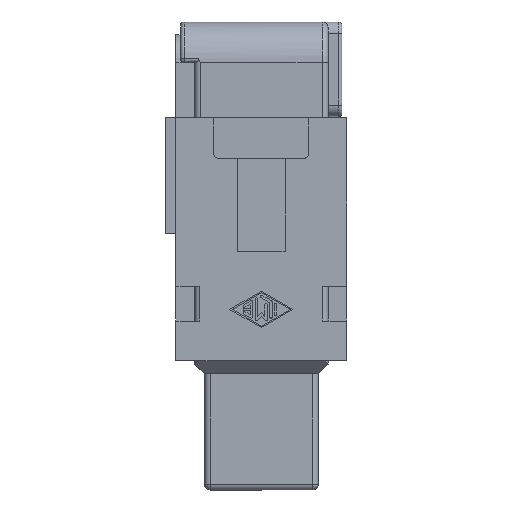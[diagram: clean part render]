
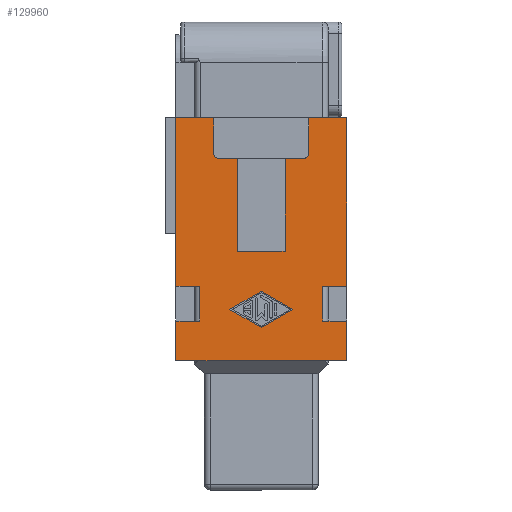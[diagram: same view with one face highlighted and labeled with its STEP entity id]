
A CAD part, front view. The second image highlights one B-rep face of the part: STEP entity #129960.
In plain terms, the highlighted face is planar.
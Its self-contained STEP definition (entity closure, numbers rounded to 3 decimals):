
#107280=CARTESIAN_POINT('',(45.775,59.8,-11.15));
#107290=DIRECTION('',(0.,1.,0.));
#107300=VECTOR('',#107290,1.);
#107310=LINE('',#107280,#107300);
#107320=CARTESIAN_POINT('',(45.775,52.45,-11.15));
#107330=VERTEX_POINT('',#107320);
#107340=CARTESIAN_POINT('',(45.775,67.15,-11.15));
#107350=VERTEX_POINT('',#107340);
#107360=EDGE_CURVE('',#107330,#107350,#107310,.T.);
#108660=CARTESIAN_POINT('',(45.775,67.15,-32.05));
#108670=VERTEX_POINT('',#108660);
#108700=CARTESIAN_POINT('',(45.775,59.8,-32.05));
#108710=DIRECTION('',(0.,-1.,0.));
#108720=VECTOR('',#108710,1.);
#108730=LINE('',#108700,#108720);
#108740=CARTESIAN_POINT('',(45.775,63.9,-32.05));
#108750=VERTEX_POINT('',#108740);
#108760=EDGE_CURVE('',#108670,#108750,#108730,.T.);
#108980=CARTESIAN_POINT('',(45.775,55.7,-32.05));
#108990=VERTEX_POINT('',#108980);
#109020=CARTESIAN_POINT('',(45.775,59.8,-32.05));
#109030=DIRECTION('',(0.,-1.,0.));
#109040=VECTOR('',#109030,1.);
#109050=LINE('',#109020,#109040);
#109060=CARTESIAN_POINT('',(45.775,52.45,-32.05));
#109070=VERTEX_POINT('',#109060);
#109080=EDGE_CURVE('',#108990,#109070,#109050,.T.);
#109960=CARTESIAN_POINT('',(45.775,56.2,-28.55));
#109970=VERTEX_POINT('',#109960);
#110140=CARTESIAN_POINT('',(45.775,63.4,-28.55));
#110150=VERTEX_POINT('',#110140);
#110180=CARTESIAN_POINT('',(45.775,59.8,-28.55));
#110190=DIRECTION('',(0.,-1.,0.));
#110200=VECTOR('',#110190,1.);
#110210=LINE('',#110180,#110200);
#110220=CARTESIAN_POINT('',(45.775,61.85,-28.55));
#110230=VERTEX_POINT('',#110220);
#110240=EDGE_CURVE('',#110150,#110230,#110210,.T.);
#110460=CARTESIAN_POINT('',(45.775,57.75,-28.55));
#110470=VERTEX_POINT('',#110460);
#110500=EDGE_CURVE('',#110470,#109970,#110210,.T.);
#110710=CARTESIAN_POINT('',(45.775,63.9,-29.05));
#110720=VERTEX_POINT('',#110710);
#110840=CARTESIAN_POINT('',(45.775,63.9,0.025));
#110850=DIRECTION('',(0.,0.,1.));
#110860=VECTOR('',#110850,1.);
#110870=LINE('',#110840,#110860);
#110880=EDGE_CURVE('',#108750,#110720,#110870,.T.);
#111140=CARTESIAN_POINT('',(45.775,63.4,-29.05));
#111150=DIRECTION('',(-1.,0.,0.));
#111160=DIRECTION('',(0.,-1.,0.));
#111170=AXIS2_PLACEMENT_3D('',#111140,#111150,#111160);
#111180=CIRCLE('',#111170,0.5);
#111190=EDGE_CURVE('',#110150,#110720,#111180,.T.);
#111740=CARTESIAN_POINT('',(45.775,55.7,-29.05));
#111750=VERTEX_POINT('',#111740);
#111800=CARTESIAN_POINT('',(45.775,56.2,-29.05));
#111810=DIRECTION('',(-1.,0.,0.));
#111820=DIRECTION('',(0.,-1.,0.));
#111830=AXIS2_PLACEMENT_3D('',#111800,#111810,#111820);
#111840=CIRCLE('',#111830,0.5);
#111850=EDGE_CURVE('',#111750,#109970,#111840,.T.);
#112040=CARTESIAN_POINT('',(45.775,55.7,0.025));
#112050=DIRECTION('',(0.,0.,-1.));
#112060=VECTOR('',#112050,1.);
#112070=LINE('',#112040,#112060);
#112080=EDGE_CURVE('',#111750,#108990,#112070,.T.);
#114710=CARTESIAN_POINT('',(45.775,52.45,0.025));
#114720=DIRECTION('',(0.,0.,1.));
#114730=VECTOR('',#114720,1.);
#114740=LINE('',#114710,#114730);
#114750=CARTESIAN_POINT('',(45.775,52.45,-17.55));
#114760=VERTEX_POINT('',#114750);
#114770=EDGE_CURVE('',#109070,#114760,#114740,.T.);
#114990=CARTESIAN_POINT('',(45.775,52.45,-14.55));
#115000=VERTEX_POINT('',#114990);
#115030=CARTESIAN_POINT('',(45.775,52.45,0.025));
#115040=DIRECTION('',(0.,0.,1.));
#115050=VECTOR('',#115040,1.);
#115060=LINE('',#115030,#115050);
#115070=EDGE_CURVE('',#115000,#107330,#115060,.T.);
#128660=CARTESIAN_POINT('',(45.775,52.5,-11.15));
#128670=DIRECTION('',(1.,0.,0.));
#128680=DIRECTION('',(0.,-1.,0.));
#128690=AXIS2_PLACEMENT_3D('',#128660,#128670,#128680);
#128700=PLANE('',#128690);
#128710=CARTESIAN_POINT('',(45.775,59.8,-17.112));
#128720=DIRECTION('',(0.,-0.866,
-0.5));
#128730=VECTOR('',#128720,1.);
#128740=LINE('',#128710,#128730);
#128750=CARTESIAN_POINT('',(45.775,62.508,-15.55));
#128760=VERTEX_POINT('',#128750);
#128770=CARTESIAN_POINT('',(45.775,59.8,-17.112));
#128780=VERTEX_POINT('',#128770);
#128790=EDGE_CURVE('',#128760,#128780,#128740,.T.);
#128800=ORIENTED_EDGE('',*,*,#128790,.F.);
#128810=CARTESIAN_POINT('',(45.775,59.8,-17.112));
#128820=DIRECTION('',(0.,-0.866,
0.5));
#128830=VECTOR('',#128820,1.);
#128840=LINE('',#128810,#128830);
#128850=CARTESIAN_POINT('',(45.775,57.091,-15.55));
#128860=VERTEX_POINT('',#128850);
#128870=EDGE_CURVE('',#128780,#128860,#128840,.T.);
#128880=ORIENTED_EDGE('',*,*,#128870,.F.);
#128890=CARTESIAN_POINT('',(45.775,59.8,-13.988));
#128900=DIRECTION('',(0.,0.866,
0.5));
#128910=VECTOR('',#128900,1.);
#128920=LINE('',#128890,#128910);
#128930=CARTESIAN_POINT('',(45.775,59.8,-13.988));
#128940=VERTEX_POINT('',#128930);
#128950=EDGE_CURVE('',#128860,#128940,#128920,.T.);
#128960=ORIENTED_EDGE('',*,*,#128950,.F.);
#128970=CARTESIAN_POINT('',(45.775,59.8,-13.988));
#128980=DIRECTION('',(0.,0.866,
-0.5));
#128990=VECTOR('',#128980,1.);
#129000=LINE('',#128970,#128990);
#129010=EDGE_CURVE('',#128940,#128760,#129000,.T.);
#129020=ORIENTED_EDGE('',*,*,#129010,.F.);
#129030=EDGE_LOOP('',(#129020,#128960,#128880,#128800));
#129040=FACE_BOUND('',#129030,.T.);
#129050=ORIENTED_EDGE('',*,*,#107360,.T.);
#129060=ORIENTED_EDGE('',*,*,#115070,.T.);
#129070=CARTESIAN_POINT('',(45.775,59.8,-14.55));
#129080=DIRECTION('',(0.,1.,0.));
#129090=VECTOR('',#129080,1.);
#129100=LINE('',#129070,#129090);
#129110=CARTESIAN_POINT('',(45.775,54.5,-14.55));
#129120=VERTEX_POINT('',#129110);
#129130=EDGE_CURVE('',#115000,#129120,#129100,.T.);
#129140=ORIENTED_EDGE('',*,*,#129130,.F.);
#129150=CARTESIAN_POINT('',(45.775,54.5,0.025));
#129160=DIRECTION('',(0.,0.,-1.));
#129170=VECTOR('',#129160,1.);
#129180=LINE('',#129150,#129170);
#129190=CARTESIAN_POINT('',(45.775,54.5,-17.55));
#129200=VERTEX_POINT('',#129190);
#129210=EDGE_CURVE('',#129120,#129200,#129180,.T.);
#129220=ORIENTED_EDGE('',*,*,#129210,.F.);
#129230=CARTESIAN_POINT('',(45.775,59.8,-17.55));
#129240=DIRECTION('',(0.,-1.,0.));
#129250=VECTOR('',#129240,1.);
#129260=LINE('',#129230,#129250);
#129270=EDGE_CURVE('',#129200,#114760,#129260,.T.);
#129280=ORIENTED_EDGE('',*,*,#129270,.F.);
#129290=ORIENTED_EDGE('',*,*,#114770,.T.);
#129300=ORIENTED_EDGE('',*,*,#109080,.T.);
#129310=ORIENTED_EDGE('',*,*,#112080,.T.);
#129320=ORIENTED_EDGE('',*,*,#111850,.F.);
#129330=ORIENTED_EDGE('',*,*,#110500,.T.);
#129340=CARTESIAN_POINT('',(45.775,57.75,0.025));
#129350=DIRECTION('',(0.,0.,1.));
#129360=VECTOR('',#129350,1.);
#129370=LINE('',#129340,#129360);
#129380=CARTESIAN_POINT('',(45.775,57.75,-20.55));
#129390=VERTEX_POINT('',#129380);
#129400=EDGE_CURVE('',#110470,#129390,#129370,.T.);
#129410=ORIENTED_EDGE('',*,*,#129400,.F.);
#129420=CARTESIAN_POINT('',(45.775,59.8,-20.55));
#129430=DIRECTION('',(0.,-1.,0.));
#129440=VECTOR('',#129430,1.);
#129450=LINE('',#129420,#129440);
#129460=CARTESIAN_POINT('',(45.775,61.85,-20.55));
#129470=VERTEX_POINT('',#129460);
#129480=EDGE_CURVE('',#129470,#129390,#129450,.T.);
#129490=ORIENTED_EDGE('',*,*,#129480,.T.);
#129500=CARTESIAN_POINT('',(45.775,61.85,0.025));
#129510=DIRECTION('',(0.,0.,-1.));
#129520=VECTOR('',#129510,1.);
#129530=LINE('',#129500,#129520);
#129540=EDGE_CURVE('',#129470,#110230,#129530,.T.);
#129550=ORIENTED_EDGE('',*,*,#129540,.F.);
#129560=ORIENTED_EDGE('',*,*,#110240,.T.);
#129570=ORIENTED_EDGE('',*,*,#111190,.F.);
#129580=ORIENTED_EDGE('',*,*,#110880,.T.);
#129590=ORIENTED_EDGE('',*,*,#108760,.T.);
#129600=CARTESIAN_POINT('',(45.775,67.15,0.025));
#129610=DIRECTION('',(0.,0.,1.));
#129620=VECTOR('',#129610,1.);
#129630=LINE('',#129600,#129620);
#129640=CARTESIAN_POINT('',(45.775,67.15,-17.55));
#129650=VERTEX_POINT('',#129640);
#129660=EDGE_CURVE('',#108670,#129650,#129630,.T.);
#129670=ORIENTED_EDGE('',*,*,#129660,.F.);
#129680=CARTESIAN_POINT('',(45.775,59.8,-17.55));
#129690=DIRECTION('',(0.,-1.,0.));
#129700=VECTOR('',#129690,1.);
#129710=LINE('',#129680,#129700);
#129720=CARTESIAN_POINT('',(45.775,65.1,-17.55));
#129730=VERTEX_POINT('',#129720);
#129740=EDGE_CURVE('',#129650,#129730,#129710,.T.);
#129750=ORIENTED_EDGE('',*,*,#129740,.F.);
#129760=CARTESIAN_POINT('',(45.775,65.1,0.025));
#129770=DIRECTION('',(0.,0.,1.));
#129780=VECTOR('',#129770,1.);
#129790=LINE('',#129760,#129780);
#129800=CARTESIAN_POINT('',(45.775,65.1,-14.55));
#129810=VERTEX_POINT('',#129800);
#129820=EDGE_CURVE('',#129730,#129810,#129790,.T.);
#129830=ORIENTED_EDGE('',*,*,#129820,.F.);
#129840=CARTESIAN_POINT('',(45.775,59.8,-14.55));
#129850=DIRECTION('',(0.,1.,0.));
#129860=VECTOR('',#129850,1.);
#129870=LINE('',#129840,#129860);
#129880=CARTESIAN_POINT('',(45.775,67.15,-14.55));
#129890=VERTEX_POINT('',#129880);
#129900=EDGE_CURVE('',#129810,#129890,#129870,.T.);
#129910=ORIENTED_EDGE('',*,*,#129900,.F.);
#129920=EDGE_CURVE('',#129890,#107350,#129630,.T.);
#129930=ORIENTED_EDGE('',*,*,#129920,.F.);
#129940=EDGE_LOOP('',(#129930,#129910,#129830,#129750,#129670,#129590,
#129580,#129570,#129560,#129550,#129490,#129410,#129330,#129320,#129310,
#129300,#129290,#129280,#129220,#129140,#129060,#129050));
#129950=FACE_OUTER_BOUND('',#129940,.T.);
#129960=ADVANCED_FACE('',(#129040,#129950),#128700,.F.);
